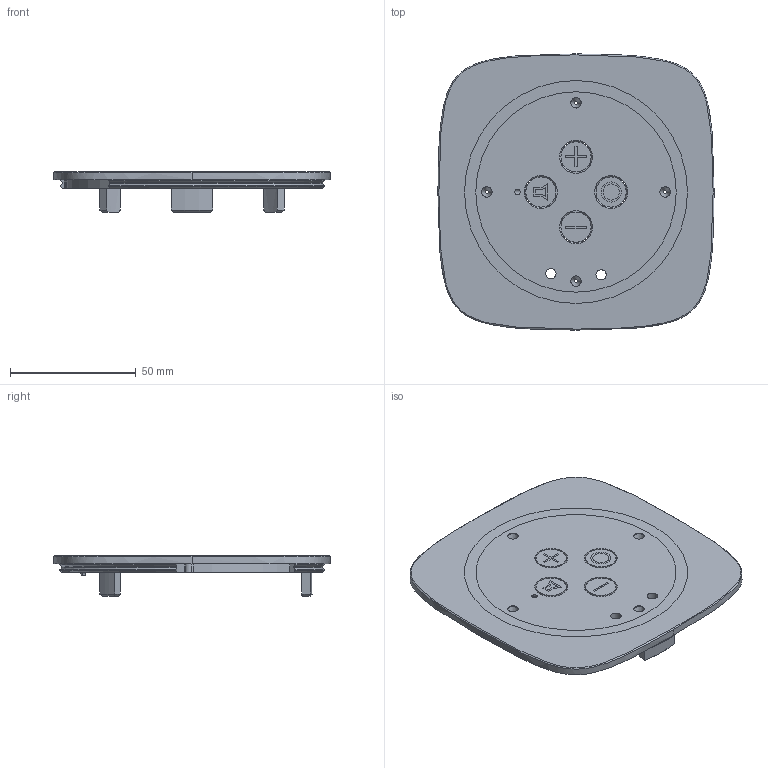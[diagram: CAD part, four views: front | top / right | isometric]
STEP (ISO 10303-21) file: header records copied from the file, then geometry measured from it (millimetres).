
FILE_DESCRIPTION(/* description */ (''),/* implementation_level */ '2;1');
FILE_NAME(/* name */ 'Top Plate v24.step',/* time_stamp */ '2025-06-10T17:48:15+01:00',/* author */ (''),/* organization */ (''),/* preprocessor_version */ 'ST-DEVELOPER v20.1',/* originating_system */ 'Autodesk Translation Framework v14.10.0.0',/* authorisation */ '');
FILE_SCHEMA (('AUTOMOTIVE_DESIGN { 1 0 10303 214 3 1 1 }'));
Length unit declared in the file: millimetre
Products named in the file (5): Top Plate; UFO Template v55; Main Body; MM Buttons; Diffuser PIP
Assembly tree (4 placements, depth 3):
  Top Plate
    UFO Template v55
      Main Body
      MM Buttons
      Diffuser PIP
Bounding box: 110 x 110 x 16 mm (x, y, z)
Volume: 40191.3 mm3; surface area: 37522.1 mm2
Topology: 7 solids, 7 shells, 579 faces, 1652 edges, 1085 vertices
Faces by surface type: plane 375, cylinder 124, cone 70, bspline 10
Full cylindrical faces by diameter (mm): 1.35 x4, 2.2 x2, 2.6 x1, 2.8 x6, 2.95 x4, 4.1 x2, 4.159 x4, 4.55 x4, 5 x1, 6 x2, 6.4 x1, 7.3 x2, 8 x1, 12 x4, 13.2 x4, 79 x2, 79.8 x4, 88.8 x4, 89.6 x2
Entity records: 19787 total; most frequent: CARTESIAN_POINT 4334, ORIENTED_EDGE 3304, DIRECTION 3166, EDGE_CURVE 1652, AXIS2_PLACEMENT_3D 1086, VERTEX_POINT 1085, LINE 994, VECTOR 994
